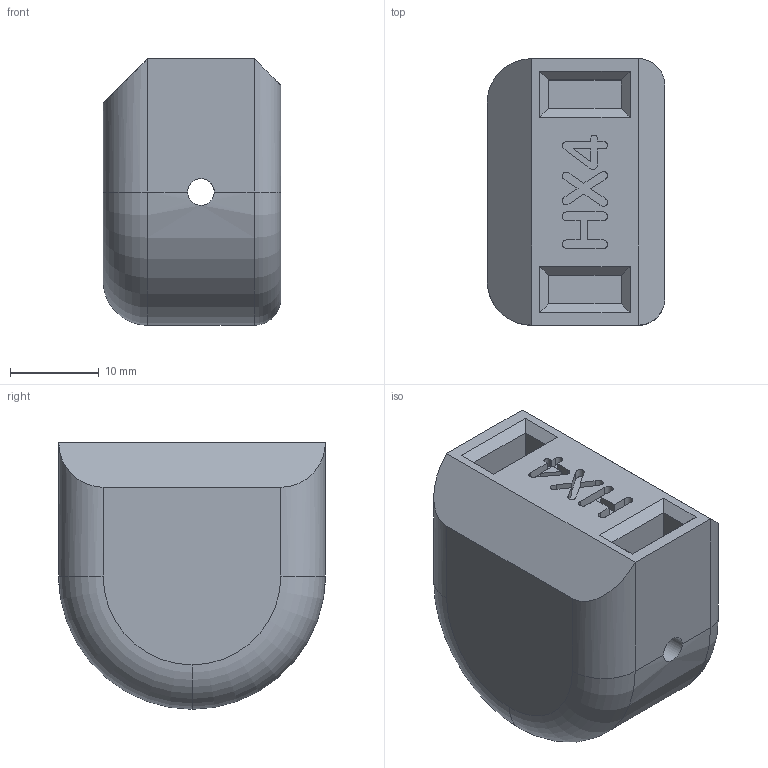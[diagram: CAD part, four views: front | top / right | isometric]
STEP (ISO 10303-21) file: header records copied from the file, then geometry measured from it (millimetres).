
FILE_DESCRIPTION(('HOOPS Exchange Step'),'2;1');
FILE_NAME('temp_export','2025-01-14T13:58:27+10:00',('mobile'),('Shapr3D Limited'),'HOOPS Exchange 2024.6','Shapr3D','Authorized');
FILE_SCHEMA( ('AP242_MANAGED_MODEL_BASED_3D_ENGINEERING_MIM_LF {1 0 10303 442 1 1 4 }') );
Length unit declared in the file: millimetre
Products named in the file (1): root
Bounding box: 20 x 30 x 30 mm (x, y, z)
Volume: 12015.8 mm3; surface area: 4970.5 mm2
Topology: 1 solids, 1 shells, 94 faces, 249 edges, 160 vertices
Faces by surface type: plane 68, bspline 12, cylinder 10, torus 4
Full cylindrical faces by diameter (mm): 3 x4
Entity records: 3515 total; most frequent: CARTESIAN_POINT 1197, ORIENTED_EDGE 498, DIRECTION 423, EDGE_CURVE 249, VECTOR 187, LINE 187, VERTEX_POINT 160, AXIS2_PLACEMENT_3D 118
